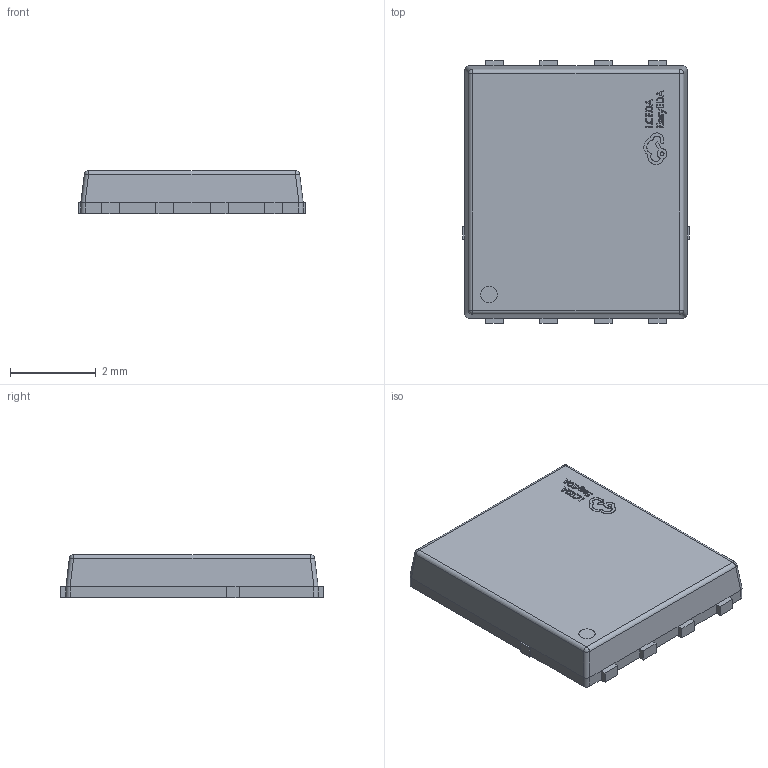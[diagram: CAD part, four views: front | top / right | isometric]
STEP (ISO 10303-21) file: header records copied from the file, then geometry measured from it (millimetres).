
FILE_DESCRIPTION (( 'STEP AP214' ), '1' );
FILE_NAME ('TDFN-8_L5.9-W5.2-P1.27-LS6.2-BL.step', '2022-06-30T13:55:37', ( '' ), ( '' ), 'SwSTEP 2.0', 'SolidWorks 2020', '' );
FILE_SCHEMA (( 'AUTOMOTIVE_DESIGN' ));
Length unit declared in the file: millimetre
Products named in the file (1): TDFN-8_L5.9-W5.2-P1.27-LS6.2-BL
Bounding box: 5.3 x 6.15 x 1.02 mm (x, y, z)
Volume: 30.3 mm3; surface area: 82.5 mm2
Topology: 1 solids, 1 shells, 400 faces, 1081 edges, 710 vertices
Faces by surface type: plane 264, bspline 112, cylinder 20, sphere 4
Entity records: 18027 total; most frequent: CARTESIAN_POINT 4332, ORIENTED_EDGE 2162, DIRECTION 1451, EDGE_CURVE 1081, VECTOR 809, LINE 809, VERTEX_POINT 710, EDGE_LOOP 427
